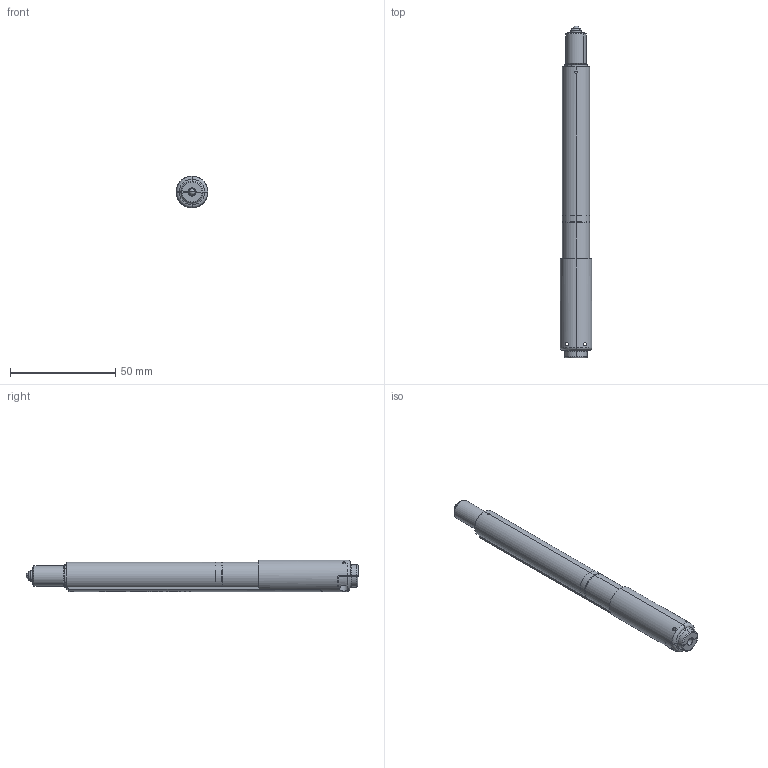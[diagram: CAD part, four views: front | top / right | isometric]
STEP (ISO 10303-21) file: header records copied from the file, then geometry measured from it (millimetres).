
FILE_DESCRIPTION (( 'STEP AP214' ), '1' );
FILE_NAME ('Z825.STEP', '2009-04-09T09:28:49', ( ' ' ), ( ' ' ), 'SwSTEP 2.0', 'SolidWorks 2007', '' );
FILE_SCHEMA (( 'AUTOMOTIVE_DESIGN' ));
Length unit declared in the file: millimetre
Products named in the file (1): Z825
Bounding box: 15 x 157.59 x 15 mm (x, y, z)
Surface area: 10024.6 mm2 (no closed solid volume)
Topology: 0 solids, 25 shells, 167 faces, 811 edges, 644 vertices
Faces by surface type: cylinder 92, plane 41, cone 13, torus 11, bspline 8, sphere 2
Entity records: 15746 total; most frequent: CARTESIAN_POINT 8089, ORIENTED_EDGE 1099, DIRECTION 1054, EDGE_CURVE 806, VERTEX_POINT 641, AXIS2_PLACEMENT_3D 382, B_SPLINE_CURVE_WITH_KNOTS 294, VECTOR 290
